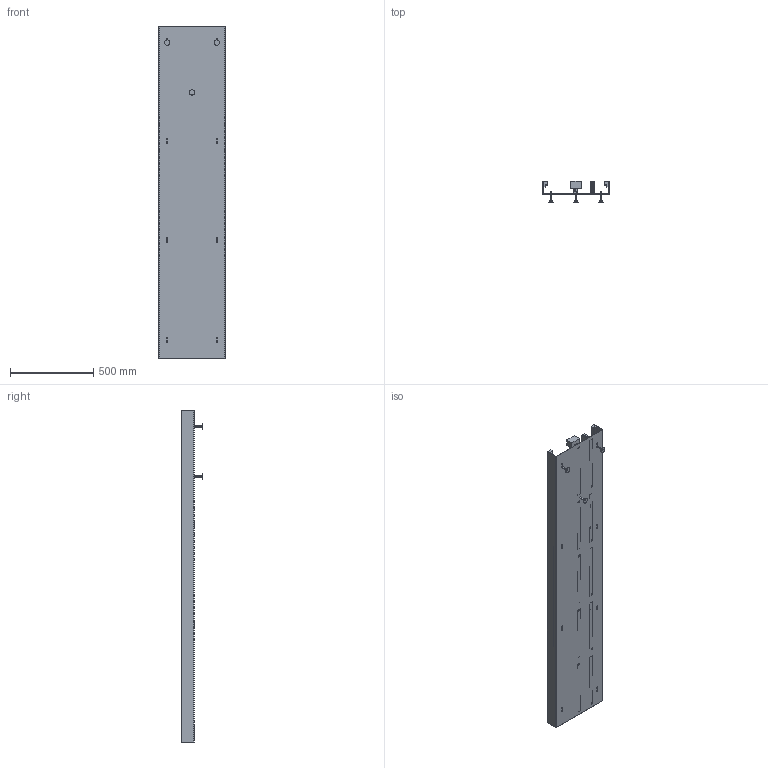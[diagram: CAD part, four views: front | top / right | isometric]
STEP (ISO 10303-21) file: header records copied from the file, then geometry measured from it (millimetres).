
FILE_DESCRIPTION((''),'2;1');
FILE_NAME('BKG4008011_BKG4002LA_ASM','2022-11-08T10:17:31',('hollstem'),(''),'CREO PARAMETRIC BY PTC INC, 2022024','CREO PARAMETRIC BY PTC INC, 2022024','');
FILE_SCHEMA(('AUTOMOTIVE_DESIGN { 1 0 10303 214 1 1 1 1 }'));
Length unit declared in the file: millimetre
Products named in the file (17): T-01022; T-01024; T-01025_AF0; T-01026_ASM; T-01514_ASM; T-01531_ASM; 63488-M; 63489-M_ASM; 63403-M; 63487-M_ASM; 21045-M; 21042-M; 66107-M_ASM; BKG4008011_ASM; AUSLASS; BKG4002LA_ASM; BKG4008011_BKG4002LA_ASM
Assembly tree (28 placements, depth 5):
  BKG4008011_BKG4002LA_ASM
    BKG4008011_ASM
      T-01022
      T-01024  x2
      T-01514_ASM
        T-01026_ASM
          T-01025_AF0
      T-01531_ASM
        T-01026_ASM
          T-01025_AF0
      63489-M_ASM  x5
        63488-M
      63487-M_ASM  x5
        63403-M
      66107-M_ASM  x3
        21045-M
        21042-M
    BKG4002LA_ASM
      AUSLASS
Bounding box: 400 x 128 x 2000 mm (x, y, z)
Volume: 9452978.5 mm3; surface area: 3927567.4 mm2
Topology: 22 solids, 92 shells, 572 faces, 4917 edges, 4592 vertices
Faces by surface type: plane 394, cylinder 120, torus 32, cone 26
Entity records: 30302 total; most frequent: CARTESIAN_POINT 5838, DIRECTION 3232, PRESENTATION_STYLE_ASSIGNMENT 1382, STYLED_ITEM 1376, CURVE_STYLE 1362, PROPERTY_DEFINITION 1183, REPRESENTATION 1170, PROPERTY_DEFINITION_REPRESENTATION 1170
